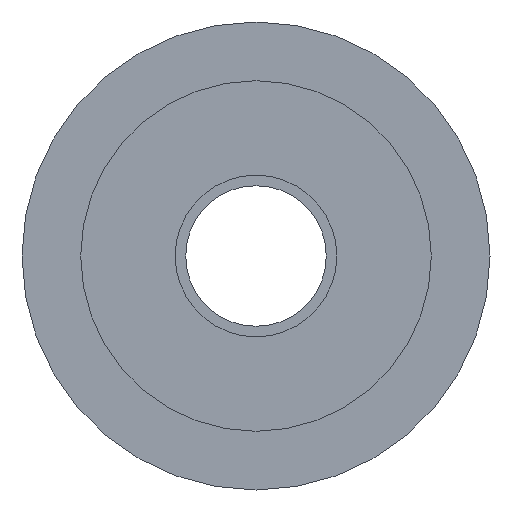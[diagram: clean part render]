
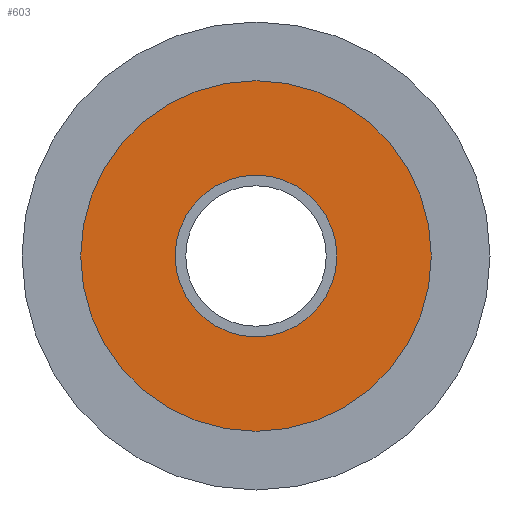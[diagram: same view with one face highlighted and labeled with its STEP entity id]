
A CAD part, front view. The second image highlights one B-rep face of the part: STEP entity #603.
In plain terms, the highlighted planar face has unit normal (0, -1, 0).
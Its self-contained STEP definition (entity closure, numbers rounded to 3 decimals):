
#60=FACE_BOUND('',#151,.T.);
#71=PLANE('',#753);
#106=FACE_OUTER_BOUND('',#150,.T.);
#150=EDGE_LOOP('',(#437,#438));
#151=EDGE_LOOP('',(#439));
#240=CIRCLE('',#743,9.5);
#247=CIRCLE('',#754,20.6);
#248=CIRCLE('',#755,20.6);
#281=VERTEX_POINT('',#1037);
#288=VERTEX_POINT('',#1058);
#289=VERTEX_POINT('',#1059);
#335=EDGE_CURVE('',#281,#281,#240,.T.);
#344=EDGE_CURVE('',#288,#289,#247,.T.);
#345=EDGE_CURVE('',#289,#288,#248,.T.);
#437=ORIENTED_EDGE('',*,*,#344,.F.);
#438=ORIENTED_EDGE('',*,*,#345,.F.);
#439=ORIENTED_EDGE('',*,*,#335,.T.);
#603=ADVANCED_FACE('',(#106,#60),#71,.T.);
#743=AXIS2_PLACEMENT_3D('',#1039,#839,#840);
#753=AXIS2_PLACEMENT_3D('',#1057,#861,#862);
#754=AXIS2_PLACEMENT_3D('',#1060,#863,#864);
#755=AXIS2_PLACEMENT_3D('',#1061,#865,#866);
#839=DIRECTION('center_axis',(0.,1.,0.));
#840=DIRECTION('ref_axis',(-1.,0.,0.));
#861=DIRECTION('center_axis',(0.,-1.,0.));
#862=DIRECTION('ref_axis',(0.,0.,-1.));
#863=DIRECTION('center_axis',(0.,1.,0.));
#864=DIRECTION('ref_axis',(1.,0.,0.));
#865=DIRECTION('center_axis',(0.,1.,0.));
#866=DIRECTION('ref_axis',(1.,0.,0.));
#1037=CARTESIAN_POINT('',(9.5,2.5,0.));
#1039=CARTESIAN_POINT('Origin',(0.,2.5,0.));
#1057=CARTESIAN_POINT('Origin',(-20.6,2.5,0.));
#1058=CARTESIAN_POINT('',(-20.6,2.5,0.));
#1059=CARTESIAN_POINT('',(20.6,2.5,0.));
#1060=CARTESIAN_POINT('Origin',(0.,2.5,0.));
#1061=CARTESIAN_POINT('Origin',(0.,2.5,0.));
